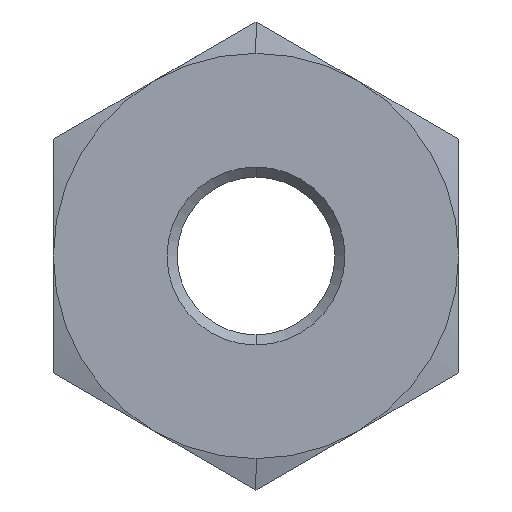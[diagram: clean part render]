
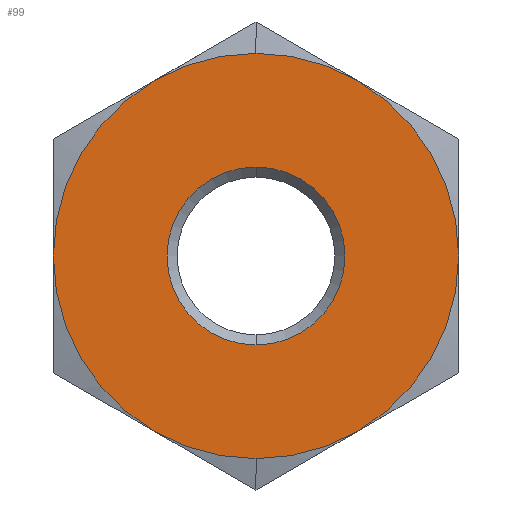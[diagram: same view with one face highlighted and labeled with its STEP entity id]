
A CAD part, front view. The second image highlights one B-rep face of the part: STEP entity #99.
In plain terms, the highlighted planar face has unit normal (0, -1, 0).
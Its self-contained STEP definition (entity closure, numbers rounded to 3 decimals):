
#99=ADVANCED_FACE('',(#213,#214),#215,.F.);
#213=FACE_BOUND('',#340,.T.);
#214=FACE_OUTER_BOUND('',#341,.T.);
#215=PLANE('',#342);
#340=EDGE_LOOP('',(#564,#565));
#341=EDGE_LOOP('',(#566,#567,#568,#569,#570,#571,#572,#573));
#342=AXIS2_PLACEMENT_3D('',#574,#575,#576);
#564=ORIENTED_EDGE('',*,*,#736,.T.);
#565=ORIENTED_EDGE('',*,*,#812,.T.);
#566=ORIENTED_EDGE('',*,*,#813,.T.);
#567=ORIENTED_EDGE('',*,*,#814,.T.);
#568=ORIENTED_EDGE('',*,*,#732,.T.);
#569=ORIENTED_EDGE('',*,*,#815,.T.);
#570=ORIENTED_EDGE('',*,*,#816,.T.);
#571=ORIENTED_EDGE('',*,*,#817,.T.);
#572=ORIENTED_EDGE('',*,*,#753,.T.);
#573=ORIENTED_EDGE('',*,*,#818,.T.);
#574=CARTESIAN_POINT('',(-4.28,0.,0.0));
#575=DIRECTION('',(0.0,1.0,0.0));
#576=DIRECTION('',(0.0,0.0,1.0));
#732=EDGE_CURVE('',#855,#857,#859,.T.);
#736=EDGE_CURVE('',#866,#864,#867,.T.);
#753=EDGE_CURVE('',#895,#896,#897,.T.);
#812=EDGE_CURVE('',#864,#866,#979,.T.);
#813=EDGE_CURVE('',#938,#928,#980,.T.);
#814=EDGE_CURVE('',#928,#855,#981,.T.);
#815=EDGE_CURVE('',#857,#962,#982,.T.);
#816=EDGE_CURVE('',#962,#952,#983,.T.);
#817=EDGE_CURVE('',#952,#895,#984,.T.);
#818=EDGE_CURVE('',#896,#938,#985,.T.);
#855=VERTEX_POINT('',#1028);
#857=VERTEX_POINT('',#1031);
#859=CIRCLE('',#1038,11.0);
#864=VERTEX_POINT('',#1043);
#866=VERTEX_POINT('',#1046);
#867=CIRCLE('',#1047,4.83);
#895=VERTEX_POINT('',#1086);
#896=VERTEX_POINT('',#1087);
#897=CIRCLE('',#1088,11.0);
#928=VERTEX_POINT('',#1140);
#938=VERTEX_POINT('',#1171);
#952=VERTEX_POINT('',#1217);
#962=VERTEX_POINT('',#1248);
#979=CIRCLE('',#1290,4.83);
#980=CIRCLE('',#1291,11.0);
#981=CIRCLE('',#1292,11.0);
#982=CIRCLE('',#1293,11.0);
#983=CIRCLE('',#1294,11.0);
#984=CIRCLE('',#1295,11.0);
#985=CIRCLE('',#1296,11.0);
#1028=CARTESIAN_POINT('',(0.,0.0,11.0));
#1031=CARTESIAN_POINT('',(-5.5,0.0,9.526));
#1038=AXIS2_PLACEMENT_3D('',#1329,#1330,#1331);
#1043=CARTESIAN_POINT('',(0.,0.,4.83));
#1046=CARTESIAN_POINT('',(0.0,0.,-4.83));
#1047=AXIS2_PLACEMENT_3D('',#1336,#1337,#1338);
#1086=CARTESIAN_POINT('',(0.0,0.0,-11.0));
#1087=CARTESIAN_POINT('',(5.5,0.0,-9.526));
#1088=AXIS2_PLACEMENT_3D('',#1360,#1361,#1362);
#1140=CARTESIAN_POINT('',(5.5,0.0,9.526));
#1171=CARTESIAN_POINT('',(11.0,0.0,0.0));
#1217=CARTESIAN_POINT('',(-5.5,0.0,-9.526));
#1248=CARTESIAN_POINT('',(-11.0,0.0,0.0));
#1290=AXIS2_PLACEMENT_3D('',#1408,#1409,#1410);
#1291=AXIS2_PLACEMENT_3D('',#1411,#1412,#1413);
#1292=AXIS2_PLACEMENT_3D('',#1414,#1415,#1416);
#1293=AXIS2_PLACEMENT_3D('',#1417,#1418,#1419);
#1294=AXIS2_PLACEMENT_3D('',#1420,#1421,#1422);
#1295=AXIS2_PLACEMENT_3D('',#1423,#1424,#1425);
#1296=AXIS2_PLACEMENT_3D('',#1426,#1427,#1428);
#1329=CARTESIAN_POINT('',(0.0,0.0,0.0));
#1330=DIRECTION('',(0.0,-1.0,0.0));
#1331=DIRECTION('',(0.0,0.0,-1.0));
#1336=CARTESIAN_POINT('',(0.0,0.0,0.0));
#1337=DIRECTION('',(0.0,1.0,0.0));
#1338=DIRECTION('',(0.0,0.0,1.0));
#1360=CARTESIAN_POINT('',(0.0,0.0,0.0));
#1361=DIRECTION('',(0.0,-1.0,0.0));
#1362=DIRECTION('',(0.0,0.0,-1.0));
#1408=CARTESIAN_POINT('',(0.0,0.0,0.0));
#1409=DIRECTION('',(0.0,1.0,0.0));
#1410=DIRECTION('',(0.0,0.0,1.0));
#1411=CARTESIAN_POINT('',(0.0,0.0,0.0));
#1412=DIRECTION('',(0.0,-1.0,0.0));
#1413=DIRECTION('',(0.0,0.0,-1.0));
#1414=CARTESIAN_POINT('',(0.0,0.0,0.0));
#1415=DIRECTION('',(0.0,-1.0,0.0));
#1416=DIRECTION('',(0.0,0.0,-1.0));
#1417=CARTESIAN_POINT('',(0.0,0.0,0.0));
#1418=DIRECTION('',(0.0,-1.0,0.0));
#1419=DIRECTION('',(0.0,0.0,-1.0));
#1420=CARTESIAN_POINT('',(0.0,0.0,0.0));
#1421=DIRECTION('',(0.0,-1.0,0.0));
#1422=DIRECTION('',(0.0,0.0,-1.0));
#1423=CARTESIAN_POINT('',(0.0,0.0,0.0));
#1424=DIRECTION('',(0.0,-1.0,0.0));
#1425=DIRECTION('',(0.0,0.0,-1.0));
#1426=CARTESIAN_POINT('',(0.0,0.0,0.0));
#1427=DIRECTION('',(0.0,-1.0,0.0));
#1428=DIRECTION('',(0.0,0.0,-1.0));
